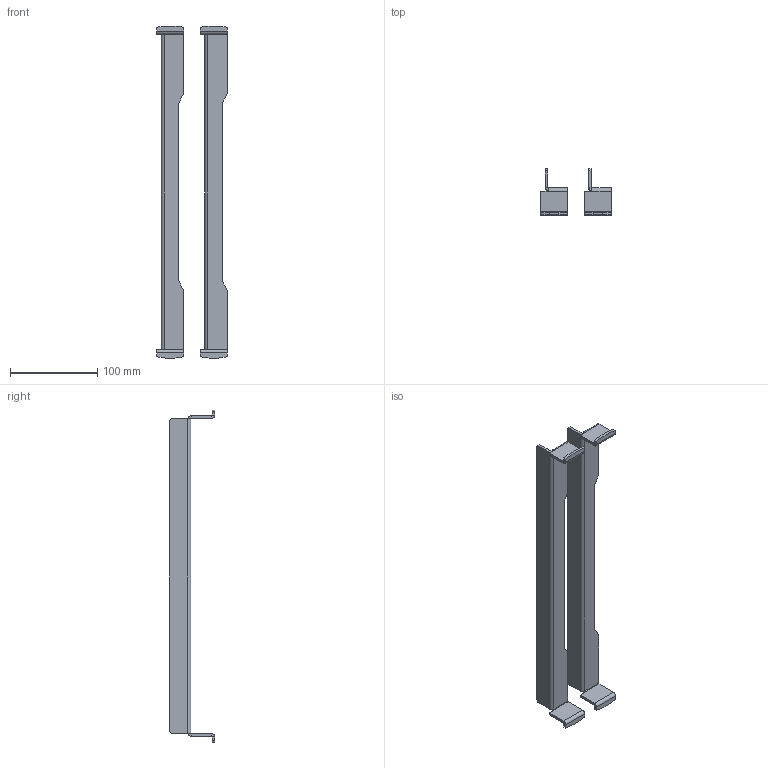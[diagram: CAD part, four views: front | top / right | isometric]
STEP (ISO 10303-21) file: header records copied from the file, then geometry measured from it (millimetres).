
FILE_DESCRIPTION((''),'2;1');
FILE_NAME('7410544_ASM','2013-06-07T',('AndreasKeweloh'),(''),'PRO/ENGINEER BY PARAMETRIC TECHNOLOGY CORPORATION, 2012360','PRO/ENGINEER BY PARAMETRIC TECHNOLOGY CORPORATION, 2012360','');
FILE_SCHEMA(('CONFIG_CONTROL_DESIGN'));
Length unit declared in the file: millimetre
Products named in the file (2): 001292_AUSF_HRUNG_ACKERMANN; 7410544_ASM
Assembly tree (2 placements, depth 2):
  7410544_ASM
    001292_AUSF_HRUNG_ACKERMANN  x2
Bounding box: 81 x 52.7 x 380.6 mm (x, y, z)
Volume: 106931.2 mm3; surface area: 77218.1 mm2
Topology: 2 solids, 2 shells, 120 faces, 268 edges, 152 vertices
Faces by surface type: plane 100, cylinder 20
Entity records: 1673 total; most frequent: DIRECTION 282, CARTESIAN_POINT 274, ORIENTED_EDGE 268, EDGE_CURVE 134, VECTOR 114, LINE 114, AXIS2_PLACEMENT_3D 84, VERTEX_POINT 76
